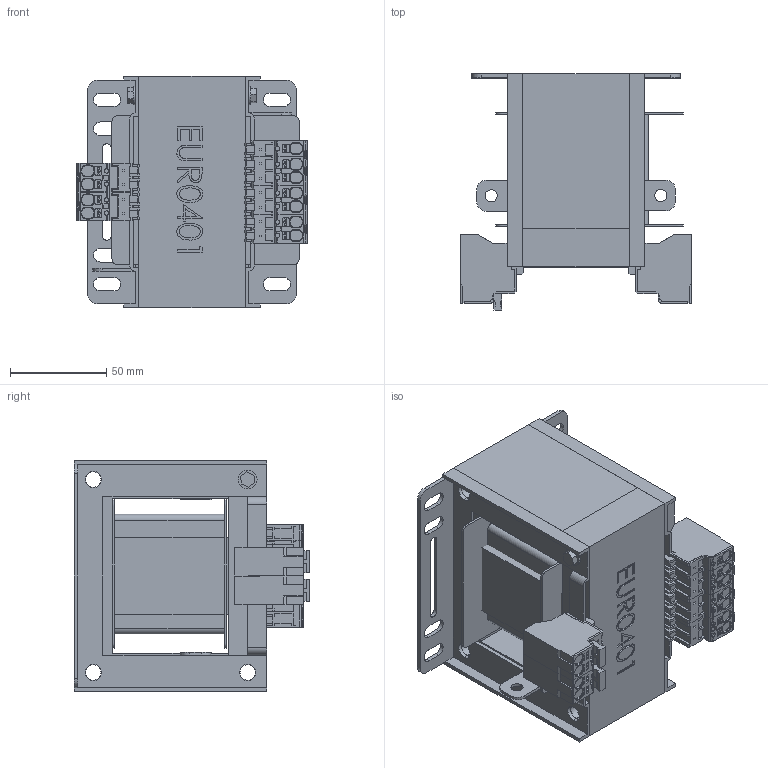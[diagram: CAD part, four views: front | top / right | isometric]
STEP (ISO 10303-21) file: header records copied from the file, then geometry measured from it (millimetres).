
FILE_DESCRIPTION (( 'STEP AP203' ), '1' );
FILE_NAME ('EURM0401.STEP', '2024-07-08T12:01:24', ( 'Utilisateur Windows' ), ( '' ), 'SwSTEP 2.0', 'SolidWorks 2023', '' );
FILE_SCHEMA (( 'CONFIG_CONTROL_DESIGN' ));
Length unit declared in the file: millimetre
Products named in the file (12): Vis tete hexa M4; EURM0401; Rondelle M4; Tôle monophase EI 100x120 1W7 - E - 55; Conta clip PTKS 4-2 Couvercle; Carcasse mono EI 120x50_Ref 340; Tôle monophase EI 100x120 1W7 - I - 55; Conta clip PTKS 4-3 Couvercle; Cadre pour borne WAGO 100 x 120; Conta clip PTKS 4-1; Conta clip PTKS Cavalier; Conta clip PTKS 4-2
Assembly tree (22 placements, depth 2):
  EURM0401
    Conta clip PTKS Cavalier  x2
    Conta clip PTKS 4-2  x5
    Conta clip PTKS 4-1
    Conta clip PTKS 4-2 Couvercle  x4
    Vis tete hexa M4  x2
    Rondelle M4  x2
    Conta clip PTKS 4-3 Couvercle
    Tôle monophase EI 100x120 1W7 - E - 55
    Tôle monophase EI 100x120 1W7 - I - 55
    Cadre pour borne WAGO 100 x 120  x2
    Carcasse mono EI 120x50_Ref 340
Bounding box: 119.6 x 122.3 x 120 mm (x, y, z)
Volume: 745123.8 mm3; surface area: 215120.5 mm2
Topology: 22 solids, 22 shells, 2917 faces, 8180 edges, 5403 vertices
Faces by surface type: plane 2112, cylinder 696, bspline 53, cone 44, torus 12
Entity records: 38540 total; most frequent: CARTESIAN_POINT 8999, ORIENTED_EDGE 6052, DIRECTION 5469, EDGE_CURVE 3026, VECTOR 2401, LINE 2401, VERTEX_POINT 1999, AXIS2_PLACEMENT_3D 1534
